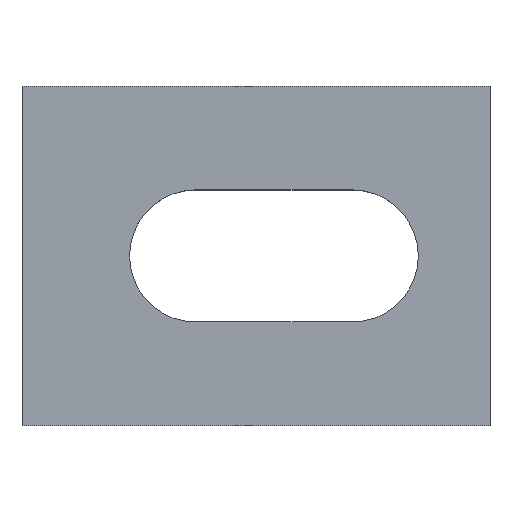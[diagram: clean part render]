
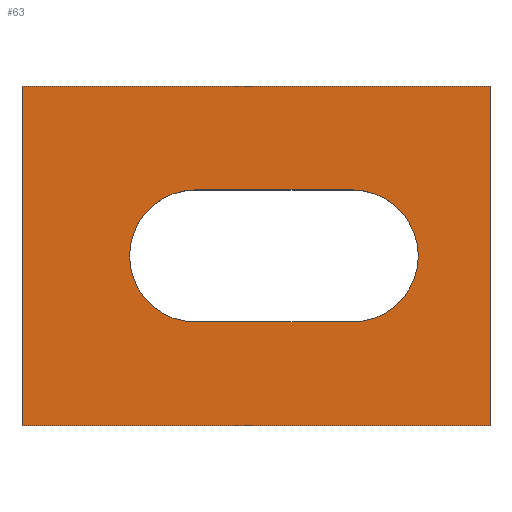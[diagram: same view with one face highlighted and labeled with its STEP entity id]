
A CAD part, top view. The second image highlights one B-rep face of the part: STEP entity #63.
In plain terms, the highlighted planar face has unit normal (0, 0, 1).
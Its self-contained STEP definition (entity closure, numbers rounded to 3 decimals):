
#6 = EDGE_CURVE ( 'NONE', #197, #90, #287, .T. ) ;
#7 = CARTESIAN_POINT ( 'NONE',  ( -12.4, -9., 3. ) ) ;
#19 = ORIENTED_EDGE ( 'NONE', *, *, #44, .F. ) ;
#21 = DIRECTION ( 'NONE',  ( -1., 0., 0. ) ) ;
#25 = AXIS2_PLACEMENT_3D ( 'NONE', #302, #336, #21 ) ;
#35 = FACE_BOUND ( 'NONE', #341, .T. ) ;
#38 = CARTESIAN_POINT ( 'NONE',  ( 12.4, 9., 3. ) ) ;
#44 = EDGE_CURVE ( 'NONE', #229, #197, #175, .T. ) ;
#45 = VERTEX_POINT ( 'NONE', #258 ) ;
#47 = CARTESIAN_POINT ( 'NONE',  ( -3.2, -3.5, 3. ) ) ;
#50 = CIRCLE ( 'NONE', #25, 3.5 ) ;
#55 = VECTOR ( 'NONE', #358, 1000. ) ;
#57 = ORIENTED_EDGE ( 'NONE', *, *, #6, .F. ) ;
#60 = CARTESIAN_POINT ( 'NONE',  ( -12.4, -9., 3. ) ) ;
#63 = ADVANCED_FACE ( 'NONE', ( #35, #261 ), #118, .F. ) ;
#72 = AXIS2_PLACEMENT_3D ( 'NONE', #163, #214, #140 ) ;
#73 = VECTOR ( 'NONE', #137, 1000. ) ;
#75 = DIRECTION ( 'NONE',  ( 0., -1., 0. ) ) ;
#81 = DIRECTION ( 'NONE',  ( 0., 0., 1. ) ) ;
#86 = ORIENTED_EDGE ( 'NONE', *, *, #280, .F. ) ;
#90 = VERTEX_POINT ( 'NONE', #38 ) ;
#102 = ORIENTED_EDGE ( 'NONE', *, *, #293, .F. ) ;
#109 = EDGE_CURVE ( 'NONE', #283, #229, #224, .T. ) ;
#113 = CIRCLE ( 'NONE', #339, 3.5 ) ;
#115 = VERTEX_POINT ( 'NONE', #268 ) ;
#117 = CARTESIAN_POINT ( 'NONE',  ( 12.4, 9., 3. ) ) ;
#118 = PLANE ( 'NONE',  #181 ) ;
#120 = DIRECTION ( 'NONE',  ( 1., 0., 0. ) ) ;
#131 = ORIENTED_EDGE ( 'NONE', *, *, #300, .F. ) ;
#137 = DIRECTION ( 'NONE',  ( 1., 0., 0. ) ) ;
#140 = DIRECTION ( 'NONE',  ( -1., 0., 0. ) ) ;
#141 = CARTESIAN_POINT ( 'NONE',  ( 12.4, -3.5, 3. ) ) ;
#159 = CARTESIAN_POINT ( 'NONE',  ( -3.2, 3.5, 3. ) ) ;
#163 = CARTESIAN_POINT ( 'NONE',  ( 5.1, 0., 3. ) ) ;
#175 = LINE ( 'NONE', #60, #266 ) ;
#181 = AXIS2_PLACEMENT_3D ( 'NONE', #319, #201, #227 ) ;
#188 = DIRECTION ( 'NONE',  ( -1., 0., 0. ) ) ;
#189 = CARTESIAN_POINT ( 'NONE',  ( 5.1, -3.5, 3. ) ) ;
#191 = VECTOR ( 'NONE', #75, 1000. ) ;
#197 = VERTEX_POINT ( 'NONE', #292 ) ;
#201 = DIRECTION ( 'NONE',  ( 0., 0., -1. ) ) ;
#213 = CARTESIAN_POINT ( 'NONE',  ( 12.4, 3.5, 3. ) ) ;
#214 = DIRECTION ( 'NONE',  ( 0., 0., 1. ) ) ;
#220 = VECTOR ( 'NONE', #188, 1000. ) ;
#221 = VECTOR ( 'NONE', #120, 1000. ) ;
#222 = EDGE_LOOP ( 'NONE', ( #335, #347, #57, #19 ) ) ;
#224 = LINE ( 'NONE', #325, #55 ) ;
#227 = DIRECTION ( 'NONE',  ( -1., 0., 0. ) ) ;
#229 = VERTEX_POINT ( 'NONE', #7 ) ;
#242 = VERTEX_POINT ( 'NONE', #189 ) ;
#244 = CARTESIAN_POINT ( 'NONE',  ( -3.2, 0., 3. ) ) ;
#245 = LINE ( 'NONE', #141, #73 ) ;
#258 = CARTESIAN_POINT ( 'NONE',  ( -6.7, 0., 3. ) ) ;
#261 = FACE_OUTER_BOUND ( 'NONE', #222, .T. ) ;
#266 = VECTOR ( 'NONE', #286, 1000. ) ;
#268 = CARTESIAN_POINT ( 'NONE',  ( 5.1, 3.5, 3. ) ) ;
#269 = EDGE_CURVE ( 'NONE', #242, #115, #348, .T. ) ;
#273 = CARTESIAN_POINT ( 'NONE',  ( 12.4, -9., 3. ) ) ;
#280 = EDGE_CURVE ( 'NONE', #318, #242, #245, .T. ) ;
#283 = VERTEX_POINT ( 'NONE', #366 ) ;
#286 = DIRECTION ( 'NONE',  ( 0., 1., 0. ) ) ;
#287 = LINE ( 'NONE', #117, #221 ) ;
#291 = VERTEX_POINT ( 'NONE', #159 ) ;
#292 = CARTESIAN_POINT ( 'NONE',  ( -12.4, 9., 3. ) ) ;
#293 = EDGE_CURVE ( 'NONE', #291, #45, #50, .T. ) ;
#296 = LINE ( 'NONE', #273, #191 ) ;
#300 = EDGE_CURVE ( 'NONE', #115, #291, #374, .T. ) ;
#302 = CARTESIAN_POINT ( 'NONE',  ( -3.2, 0., 3. ) ) ;
#303 = ORIENTED_EDGE ( 'NONE', *, *, #370, .F. ) ;
#309 = ORIENTED_EDGE ( 'NONE', *, *, #269, .F. ) ;
#318 = VERTEX_POINT ( 'NONE', #47 ) ;
#319 = CARTESIAN_POINT ( 'NONE',  ( 12.4, -9., 3. ) ) ;
#321 = EDGE_CURVE ( 'NONE', #90, #283, #296, .T. ) ;
#325 = CARTESIAN_POINT ( 'NONE',  ( 12.4, -9., 3. ) ) ;
#335 = ORIENTED_EDGE ( 'NONE', *, *, #109, .F. ) ;
#336 = DIRECTION ( 'NONE',  ( 0., 0., 1. ) ) ;
#339 = AXIS2_PLACEMENT_3D ( 'NONE', #244, #81, #373 ) ;
#341 = EDGE_LOOP ( 'NONE', ( #131, #309, #86, #303, #102 ) ) ;
#347 = ORIENTED_EDGE ( 'NONE', *, *, #321, .F. ) ;
#348 = CIRCLE ( 'NONE', #72, 3.5 ) ;
#358 = DIRECTION ( 'NONE',  ( -1., 0., 0. ) ) ;
#366 = CARTESIAN_POINT ( 'NONE',  ( 12.4, -9., 3. ) ) ;
#370 = EDGE_CURVE ( 'NONE', #45, #318, #113, .T. ) ;
#373 = DIRECTION ( 'NONE',  ( -1., 0., 0. ) ) ;
#374 = LINE ( 'NONE', #213, #220 ) ;
